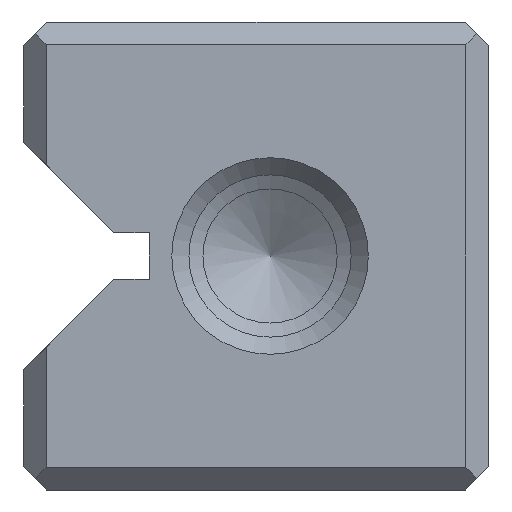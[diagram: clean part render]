
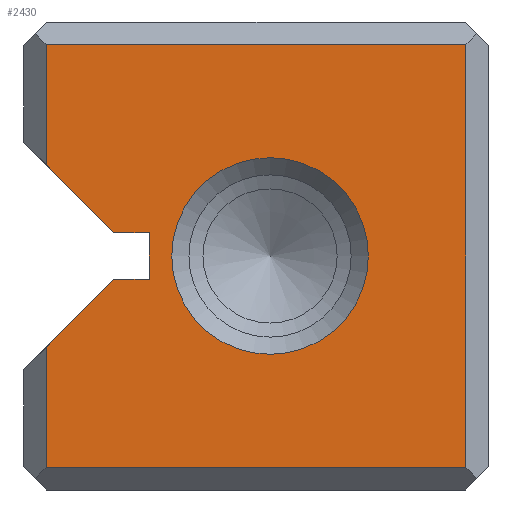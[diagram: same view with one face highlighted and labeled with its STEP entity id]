
A CAD part, left-side view. The second image highlights one B-rep face of the part: STEP entity #2430.
In plain terms, the highlighted planar face has unit normal (-1, 0, 0).
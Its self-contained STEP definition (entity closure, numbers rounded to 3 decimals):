
#2430=ADVANCED_FACE('',(#3105,#3106),#2789,.T.);
#2789=PLANE('',#8465);
#3027=CIRCLE('',#8464,3.15);
#3105=FACE_BOUND('',#3253,.T.);
#3106=FACE_BOUND('',#3254,.T.);
#3253=EDGE_LOOP('',(#4087));
#3254=EDGE_LOOP('',(#4088,#4089,#4090,#4091,#4092,#4093,#4094,#4095,#4096,
#4097));
#4087=ORIENTED_EDGE('',*,*,#6482,.T.);
#4088=ORIENTED_EDGE('',*,*,#6483,.T.);
#4089=ORIENTED_EDGE('',*,*,#6484,.T.);
#4090=ORIENTED_EDGE('',*,*,#6485,.T.);
#4091=ORIENTED_EDGE('',*,*,#6486,.T.);
#4092=ORIENTED_EDGE('',*,*,#6487,.T.);
#4093=ORIENTED_EDGE('',*,*,#6488,.T.);
#4094=ORIENTED_EDGE('',*,*,#6489,.T.);
#4095=ORIENTED_EDGE('',*,*,#6490,.F.);
#4096=ORIENTED_EDGE('',*,*,#6491,.F.);
#4097=ORIENTED_EDGE('',*,*,#6492,.T.);
#5869=VERTEX_POINT('',#10793);
#5870=VERTEX_POINT('',#10795);
#5871=VERTEX_POINT('',#10796);
#5872=VERTEX_POINT('',#10798);
#5873=VERTEX_POINT('',#10800);
#5874=VERTEX_POINT('',#10802);
#5875=VERTEX_POINT('',#10804);
#5876=VERTEX_POINT('',#10806);
#5877=VERTEX_POINT('',#10808);
#5878=VERTEX_POINT('',#10810);
#5879=VERTEX_POINT('',#10812);
#6482=EDGE_CURVE('',#5869,#5869,#3027,.T.);
#6483=EDGE_CURVE('',#5870,#5871,#7290,.T.);
#6484=EDGE_CURVE('',#5871,#5872,#7291,.T.);
#6485=EDGE_CURVE('',#5872,#5873,#7292,.T.);
#6486=EDGE_CURVE('',#5873,#5874,#7293,.T.);
#6487=EDGE_CURVE('',#5874,#5875,#7294,.T.);
#6488=EDGE_CURVE('',#5875,#5876,#7295,.T.);
#6489=EDGE_CURVE('',#5876,#5877,#7296,.T.);
#6490=EDGE_CURVE('',#5878,#5877,#7297,.T.);
#6491=EDGE_CURVE('',#5879,#5878,#7298,.T.);
#6492=EDGE_CURVE('',#5879,#5870,#7299,.T.);
#7290=LINE('',#10794,#7950);
#7291=LINE('',#10797,#7951);
#7292=LINE('',#10799,#7952);
#7293=LINE('',#10801,#7953);
#7294=LINE('',#10803,#7954);
#7295=LINE('',#10805,#7955);
#7296=LINE('',#10807,#7956);
#7297=LINE('',#10809,#7957);
#7298=LINE('',#10811,#7958);
#7299=LINE('',#10813,#7959);
#7950=VECTOR('',#8951,1.);
#7951=VECTOR('',#8952,1.);
#7952=VECTOR('',#8953,1.);
#7953=VECTOR('',#8954,1.);
#7954=VECTOR('',#8955,1.);
#7955=VECTOR('',#8956,1.);
#7956=VECTOR('',#8957,1.);
#7957=VECTOR('',#8958,1.);
#7958=VECTOR('',#8959,1.);
#7959=VECTOR('',#8960,1.);
#8464=AXIS2_PLACEMENT_3D('',#10792,#8949,#8950);
#8465=AXIS2_PLACEMENT_3D('',#10814,#8961,#8962);
#8949=DIRECTION('',(1.,0.,0.));
#8950=DIRECTION('',(0.,0.,-1.));
#8951=DIRECTION('',(0.,-1.,0.));
#8952=DIRECTION('',(0.,0.,1.));
#8953=DIRECTION('',(0.,1.,0.));
#8954=DIRECTION('',(0.,0.,-1.));
#8955=DIRECTION('',(0.,-0.707,-0.707));
#8956=DIRECTION('',(0.,-1.,0.));
#8957=DIRECTION('',(0.,0.,-1.));
#8958=DIRECTION('',(0.,-1.,0.));
#8959=DIRECTION('',(0.,-0.707,0.707));
#8960=DIRECTION('',(0.,0.,-1.));
#8961=DIRECTION('',(-1.,0.,0.));
#8962=DIRECTION('',(0.,0.,-1.));
#10792=CARTESIAN_POINT('',(0.,7.,7.5));
#10793=CARTESIAN_POINT('',(0.,7.,4.35));
#10794=CARTESIAN_POINT('',(0.,7.45,0.725));
#10795=CARTESIAN_POINT('',(0.,14.175,0.725));
#10796=CARTESIAN_POINT('',(0.,0.725,0.725));
#10797=CARTESIAN_POINT('',(0.,0.725,0.));
#10798=CARTESIAN_POINT('',(0.,0.725,14.275));
#10799=CARTESIAN_POINT('',(0.,7.45,14.275));
#10800=CARTESIAN_POINT('',(0.,14.175,14.275));
#10801=CARTESIAN_POINT('',(0.,14.175,0.));
#10802=CARTESIAN_POINT('',(0.,14.175,10.418));
#10803=CARTESIAN_POINT('',(0.,14.9,11.143));
#10804=CARTESIAN_POINT('',(0.,12.007,8.25));
#10805=CARTESIAN_POINT('',(0.,10.875,8.25));
#10806=CARTESIAN_POINT('',(0.,10.875,8.25));
#10807=CARTESIAN_POINT('',(0.,10.875,8.25));
#10808=CARTESIAN_POINT('',(0.,10.875,6.75));
#10809=CARTESIAN_POINT('',(0.,10.875,6.75));
#10810=CARTESIAN_POINT('',(0.,12.007,6.75));
#10811=CARTESIAN_POINT('',(0.,14.9,3.857));
#10812=CARTESIAN_POINT('',(0.,14.175,4.582));
#10813=CARTESIAN_POINT('',(0.,14.175,0.));
#10814=CARTESIAN_POINT('',(0.,7.45,0.));
